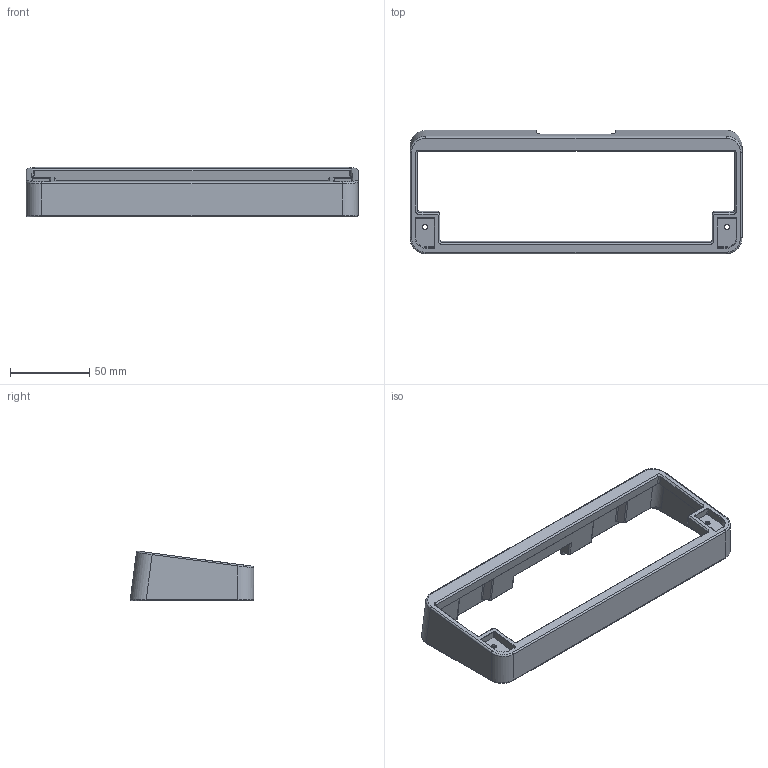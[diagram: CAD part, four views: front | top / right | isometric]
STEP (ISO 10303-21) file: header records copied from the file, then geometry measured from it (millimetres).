
FILE_DESCRIPTION(/* description */ (''),/* implementation_level */ '2;1');
FILE_NAME(/* name */ 'Case.step',/* time_stamp */ '2022-02-20T20:14:18-08:00',/* author */ (''),/* organization */ (''),/* preprocessor_version */ 'ST-DEVELOPER v18.1',/* originating_system */ 'Autodesk Translation Framework v10.13.0.1454',/* authorisation */ '');
FILE_SCHEMA (('AUTOMOTIVE_DESIGN { 1 0 10303 214 3 1 1 }'));
Length unit declared in the file: millimetre
Products named in the file (1): Case
Bounding box: 210.03 x 78.02 x 31.41 mm (x, y, z)
Volume: 75882.3 mm3; surface area: 37733.1 mm2
Topology: 1 solids, 1 shells, 498 faces, 1312 edges, 828 vertices
Faces by surface type: cylinder 272, plane 118, bspline 68, cone 32, torus 8
Full cylindrical faces by diameter (mm): 1.623 x20, 2.074 x12, 2.075 x24, 2.58 x12, 3.2 x2, 5.7 x2
Entity records: 28145 total; most frequent: CARTESIAN_POINT 16854, ORIENTED_EDGE 2624, DIRECTION 1908, EDGE_CURVE 1312, VERTEX_POINT 828, AXIS2_PLACEMENT_3D 673, LINE 562, VECTOR 562
